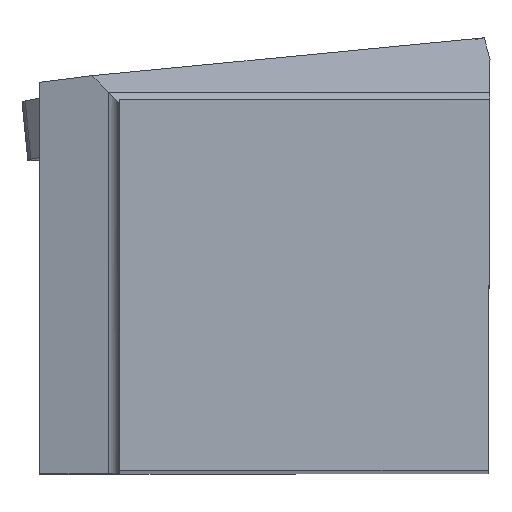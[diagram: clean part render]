
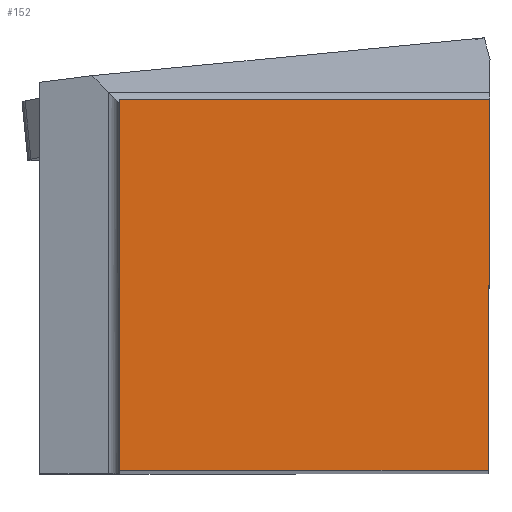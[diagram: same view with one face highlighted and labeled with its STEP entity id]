
A CAD part, top view. The second image highlights one B-rep face of the part: STEP entity #152.
In plain terms, the highlighted planar face has unit normal (0, 0, 1).
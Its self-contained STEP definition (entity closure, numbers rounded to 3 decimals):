
#122=FACE_OUTER_BOUND('',#335,.T.);
#152=ADVANCED_FACE('SHANK_FACE_BACK',(#122),#179,.F.);
#179=PLANE('',#748);
#223=LINE('',#1116,#281);
#226=LINE('',#1126,#284);
#233=LINE('',#1143,#291);
#234=LINE('',#1145,#292);
#281=VECTOR('',#867,1.);
#284=VECTOR('',#876,1.);
#291=VECTOR('',#893,1.);
#292=VECTOR('',#894,1.);
#335=EDGE_LOOP('',(#450,#451,#452,#453));
#450=ORIENTED_EDGE('',*,*,#616,.F.);
#451=ORIENTED_EDGE('',*,*,#602,.T.);
#452=ORIENTED_EDGE('',*,*,#607,.T.);
#453=ORIENTED_EDGE('',*,*,#617,.F.);
#538=VERTEX_POINT('',#1115);
#539=VERTEX_POINT('',#1117);
#542=VERTEX_POINT('',#1125);
#548=VERTEX_POINT('',#1144);
#602=EDGE_CURVE('',#539,#538,#223,.T.);
#607=EDGE_CURVE('',#538,#542,#226,.T.);
#616=EDGE_CURVE('',#539,#548,#233,.T.);
#617=EDGE_CURVE('',#548,#542,#234,.T.);
#748=AXIS2_PLACEMENT_3D('',#1146,#895,#896);
#867=DIRECTION('',(1.,0.,0.));
#876=DIRECTION('',(0.004,1.,0.));
#893=DIRECTION('',(0.,1.,0.));
#894=DIRECTION('',(1.,0.,0.));
#895=DIRECTION('',(0.,0.,-1.));
#896=DIRECTION('',(0.098,-0.995,0.));
#1115=CARTESIAN_POINT('',(-0.174,0.,0.));
#1116=CARTESIAN_POINT('',(-73.671,0.,0.));
#1117=CARTESIAN_POINT('',(-39.85,0.,0.));
#1125=CARTESIAN_POINT('',(0.,39.85,0.));
#1126=CARTESIAN_POINT('',(-1.164,-226.833,0.));
#1143=CARTESIAN_POINT('',(-39.85,-7.492,0.));
#1144=CARTESIAN_POINT('',(-39.85,39.85,0.));
#1145=CARTESIAN_POINT('',(-73.671,39.85,0.));
#1146=CARTESIAN_POINT('',(0.,0.,0.));
